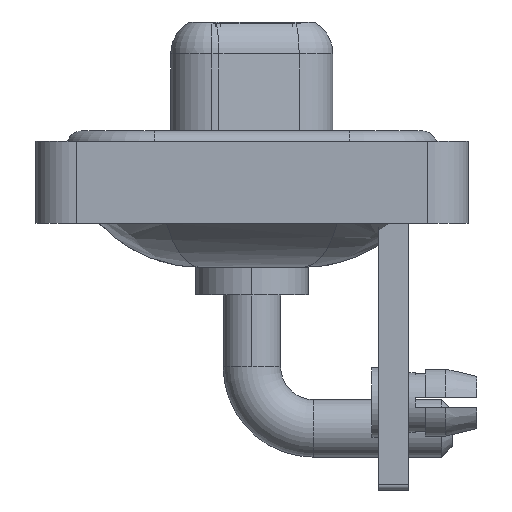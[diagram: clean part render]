
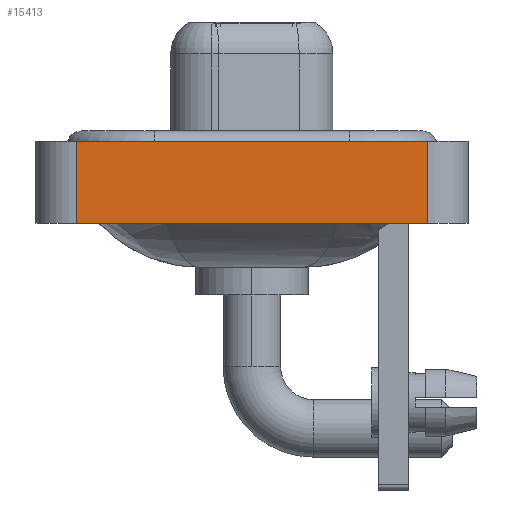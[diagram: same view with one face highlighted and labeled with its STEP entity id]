
A CAD part, left-side view. The second image highlights one B-rep face of the part: STEP entity #15413.
In plain terms, the highlighted planar face has unit normal (-1, 0, 0).
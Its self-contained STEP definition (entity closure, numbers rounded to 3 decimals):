
#112 = LINE ( 'NONE', #15982, #12538 ) ;
#121 = EDGE_CURVE ( 'NONE', #2797, #15656, #8687, .T. ) ;
#542 = ORIENTED_EDGE ( 'NONE', *, *, #121, .T. ) ;
#826 = ORIENTED_EDGE ( 'NONE', *, *, #11441, .F. ) ;
#1957 = EDGE_LOOP ( 'NONE', ( #542, #826, #14943, #12353 ) ) ;
#2755 = PLANE ( 'NONE',  #8538 ) ;
#2797 = VERTEX_POINT ( 'NONE', #9247 ) ;
#3135 = DIRECTION ( 'NONE',  ( 0., -1., 0. ) ) ;
#4315 = CARTESIAN_POINT ( 'NONE',  ( -7.35, -8.55, -3.6 ) ) ;
#4457 = VECTOR ( 'NONE', #14514, 1000. ) ;
#6603 = VERTEX_POINT ( 'NONE', #17864 ) ;
#7370 = CARTESIAN_POINT ( 'NONE',  ( -7.35, -8.55, -3.6 ) ) ;
#8056 = CARTESIAN_POINT ( 'NONE',  ( -7.35, 8.55, 0.4 ) ) ;
#8538 = AXIS2_PLACEMENT_3D ( 'NONE', #7370, #15852, #10404 ) ;
#8687 = LINE ( 'NONE', #17503, #4457 ) ;
#9247 = CARTESIAN_POINT ( 'NONE',  ( -7.35, -8.55, -3.6 ) ) ;
#9254 = CARTESIAN_POINT ( 'NONE',  ( -7.35, -8.55, 0.4 ) ) ;
#9314 = VERTEX_POINT ( 'NONE', #8056 ) ;
#10404 = DIRECTION ( 'NONE',  ( 0., 0., 1. ) ) ;
#11441 = EDGE_CURVE ( 'NONE', #9314, #15656, #17513, .T. ) ;
#12353 = ORIENTED_EDGE ( 'NONE', *, *, #15025, .T. ) ;
#12538 = VECTOR ( 'NONE', #13229, 1000. ) ;
#13229 = DIRECTION ( 'NONE',  ( 0., 0., 1. ) ) ;
#14514 = DIRECTION ( 'NONE',  ( 0., 0., 1. ) ) ;
#14943 = ORIENTED_EDGE ( 'NONE', *, *, #18016, .F. ) ;
#15025 = EDGE_CURVE ( 'NONE', #6603, #2797, #17435, .T. ) ;
#15413 = ADVANCED_FACE ( 'NONE', ( #17413 ), #2755, .T. ) ;
#15543 = VECTOR ( 'NONE', #17615, 1000. ) ;
#15656 = VERTEX_POINT ( 'NONE', #9254 ) ;
#15852 = DIRECTION ( 'NONE',  ( -1., 0., 0. ) ) ;
#15982 = CARTESIAN_POINT ( 'NONE',  ( -7.35, 8.55, -3.6 ) ) ;
#17308 = VECTOR ( 'NONE', #3135, 1000. ) ;
#17413 = FACE_OUTER_BOUND ( 'NONE', #1957, .T. ) ;
#17435 = LINE ( 'NONE', #4315, #15543 ) ;
#17503 = CARTESIAN_POINT ( 'NONE',  ( -7.35, -8.55, -3.6 ) ) ;
#17513 = LINE ( 'NONE', #17783, #17308 ) ;
#17615 = DIRECTION ( 'NONE',  ( 0., -1., 0. ) ) ;
#17783 = CARTESIAN_POINT ( 'NONE',  ( -7.35, -8.55, 0.4 ) ) ;
#17864 = CARTESIAN_POINT ( 'NONE',  ( -7.35, 8.55, -3.6 ) ) ;
#18016 = EDGE_CURVE ( 'NONE', #6603, #9314, #112, .T. ) ;
